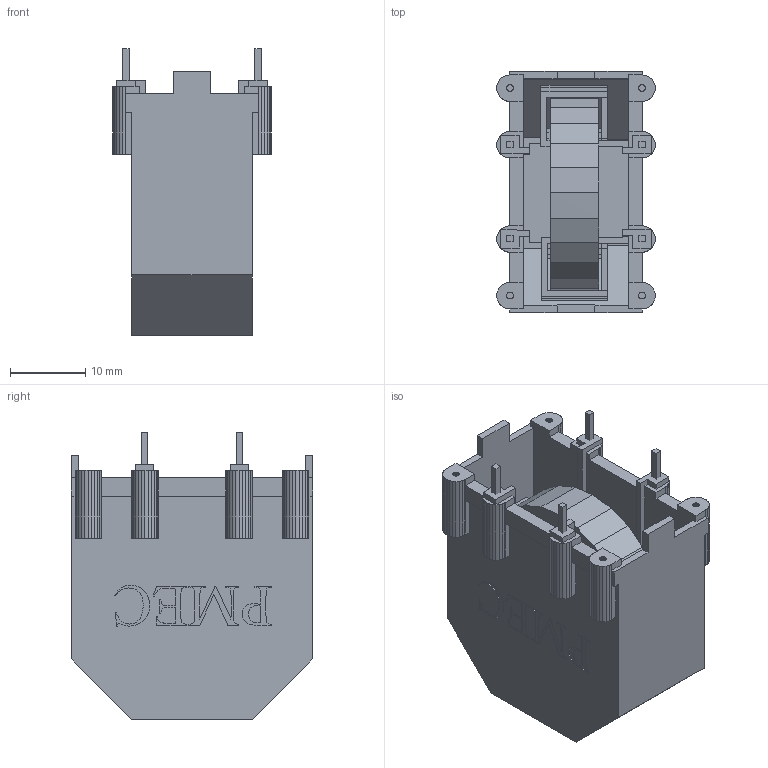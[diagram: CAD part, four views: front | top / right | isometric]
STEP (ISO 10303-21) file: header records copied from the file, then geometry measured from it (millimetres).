
FILE_DESCRIPTION(('FreeCAD Model'),'2;1');
FILE_NAME('X04Vi.stp', '2014-07-08T12:58:33',('FreeCAD'),('FreeCAD'), 'Open CASCADE STEP processor 6.3','FreeCAD','Unknown');
FILE_SCHEMA(('AUTOMOTIVE_DESIGN_CC2 { 1 2 10303 214 -1 1 5 4 }'));
Length unit declared in the file: millimetre
Products named in the file (6): X04Vi001; X04Vi; X04Vi004; X04Vi003; X04Vi005; X04Vi002
Bounding box: 21 x 32 x 38 mm (x, y, z)
Volume: 5756.6 mm3; surface area: 9522.2 mm2
Topology: 6 solids, 6 shells, 827 faces, 2383 edges, 1579 vertices
Faces by surface type: plane 573, cylinder 254
Entity records: 61483 total; most frequent: CARTESIAN_POINT 15623, DIRECTION 8076, LINE 5057, VECTOR 5057, ORIENTED_EDGE 4766, PCURVE 4766, DEFINITIONAL_REPRESENTATION 4766, EDGE_CURVE 2383
